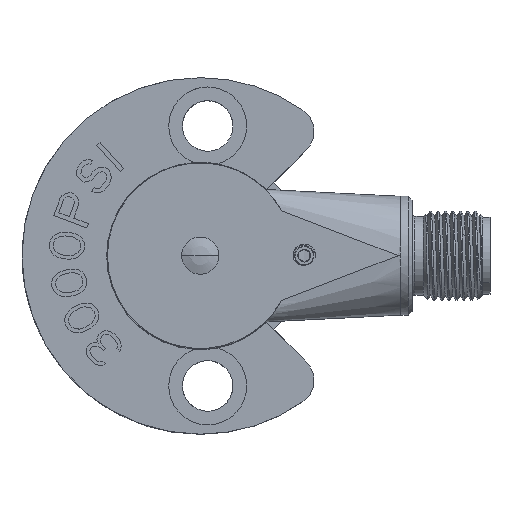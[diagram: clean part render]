
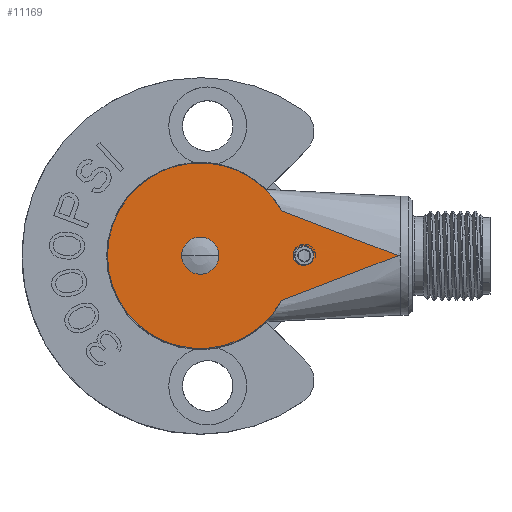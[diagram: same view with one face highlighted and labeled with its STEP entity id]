
A CAD part, top view. The second image highlights one B-rep face of the part: STEP entity #11169.
In plain terms, the highlighted planar face has unit normal (0, 0, 1).
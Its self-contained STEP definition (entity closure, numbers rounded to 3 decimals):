
#1671=CARTESIAN_POINT('',(0.,0.,27.3));
#1672=DIRECTION('',(0.,0.,1.));
#1673=DIRECTION('',(1.,-0.021,0.));
#1674=AXIS2_PLACEMENT_3D('',#1671,#1672,#1673);
#1856=CARTESIAN_POINT('',(14.712,-1.027,27.3));
#1857=CARTESIAN_POINT('',(14.629,-1.099,27.3));
#1858=CARTESIAN_POINT('',(14.449,-1.219,27.3));
#1859=CARTESIAN_POINT('',(14.122,-1.331,27.3));
#1860=CARTESIAN_POINT('',(13.772,-1.351,27.3));
#1861=CARTESIAN_POINT('',(13.434,-1.287,27.3));
#1862=CARTESIAN_POINT('',(13.112,-1.133,27.3));
#1863=CARTESIAN_POINT('',(12.834,-0.903,
27.3));
#1864=CARTESIAN_POINT('',(12.621,-0.609,
27.3));
#1865=CARTESIAN_POINT('',(12.53,-0.384,27.3));
#1866=CARTESIAN_POINT('',(12.497,-0.263,27.3));
#1950=CARTESIAN_POINT('',(12.497,0.256,27.3));
#2029=CARTESIAN_POINT('',(0.,0.,27.3));
#2030=DIRECTION('',(0.,0.,1.));
#2031=DIRECTION('',(1.,0.,0.));
#2032=AXIS2_PLACEMENT_3D('',#2029,#2030,#2031);
#2034=CARTESIAN_POINT('',(0.,0.,27.3));
#2035=DIRECTION('',(0.,0.,1.));
#2036=DIRECTION('',(-1.,0.,0.));
#2037=AXIS2_PLACEMENT_3D('',#2034,#2035,#2036);
#2039=DIRECTION('',(-0.933,-0.359,0.));
#2040=VECTOR('',#2039,16.802);
#2041=CARTESIAN_POINT('',(26.626,0.,
27.3));
#2042=LINE('',#2041,#2040);
#2043=CARTESIAN_POINT('',(0.,0.,27.3));
#2044=DIRECTION('',(0.,0.,-1.));
#2045=DIRECTION('',(0.876,-0.483,0.));
#2046=AXIS2_PLACEMENT_3D('',#2043,#2044,#2045);
#2048=CARTESIAN_POINT('',(0.,0.,27.3));
#2049=DIRECTION('',(0.,0.,-1.));
#2050=DIRECTION('',(-1.,0.,0.));
#2051=AXIS2_PLACEMENT_3D('',#2048,#2049,#2050);
#2053=DIRECTION('',(0.933,-0.359,0.));
#2054=VECTOR('',#2053,16.802);
#2055=CARTESIAN_POINT('',(10.946,6.036,27.3));
#2056=LINE('',#2055,#2054);
#2057=CARTESIAN_POINT('',(14.713,1.026,27.3));
#2058=CARTESIAN_POINT('',(14.625,1.102,27.3));
#2059=CARTESIAN_POINT('',(14.439,1.221,27.3));
#2060=CARTESIAN_POINT('',(14.113,1.334,27.3));
#2061=CARTESIAN_POINT('',(13.768,1.348,27.3));
#2062=CARTESIAN_POINT('',(13.439,1.283,27.3));
#2063=CARTESIAN_POINT('',(13.121,1.138,27.3));
#2064=CARTESIAN_POINT('',(12.843,0.912,27.3));
#2065=CARTESIAN_POINT('',(12.627,0.615,27.3));
#2066=CARTESIAN_POINT('',(12.532,0.383,27.3));
#2067=CARTESIAN_POINT('',(12.497,0.256,27.3));
#2069=CARTESIAN_POINT('',(14.712,-1.027,27.3));
#2070=CARTESIAN_POINT('',(14.809,-0.96,
27.3));
#2071=CARTESIAN_POINT('',(14.976,-0.805,
27.3));
#2072=CARTESIAN_POINT('',(15.16,-0.508,
27.3));
#2073=CARTESIAN_POINT('',(15.254,-0.173,
27.3));
#2074=CARTESIAN_POINT('',(15.254,0.175,27.3));
#2075=CARTESIAN_POINT('',(15.159,0.509,27.3));
#2076=CARTESIAN_POINT('',(14.975,0.807,27.3));
#2077=CARTESIAN_POINT('',(14.807,0.961,27.3));
#2078=CARTESIAN_POINT('',(14.713,1.026,27.3));
#4664=CARTESIAN_POINT('',(14.713,1.026,27.3));
#4666=CARTESIAN_POINT('',(14.712,-1.027,27.3));
#7911=VERTEX_POINT('',#4666);
#7941=VERTEX_POINT('',#4664);
#7962=CARTESIAN_POINT('',(26.626,0.,
27.3));
#7963=CARTESIAN_POINT('',(10.946,-6.036,27.3));
#7964=VERTEX_POINT('',#7962);
#7965=VERTEX_POINT('',#7963);
#7966=CARTESIAN_POINT('',(-12.5,0.,27.3));
#7967=VERTEX_POINT('',#7966);
#7968=CARTESIAN_POINT('',(10.946,6.036,27.3));
#7969=VERTEX_POINT('',#7968);
#9219=CARTESIAN_POINT('',(-2.5,0.,27.3));
#9220=CARTESIAN_POINT('',(2.5,0.,27.3));
#9221=VERTEX_POINT('',#9219);
#9222=VERTEX_POINT('',#9220);
#9230=VERTEX_POINT('',#1950);
#9231=VERTEX_POINT('',#1866);
#11143=CARTESIAN_POINT('',(7.063,0.,27.3));
#11144=DIRECTION('',(0.,0.,1.));
#11145=DIRECTION('',(1.,0.,0.));
#11146=AXIS2_PLACEMENT_3D('',#11143,#11144,#11145);
#11147=PLANE('',#11146);
#11149=ORIENTED_EDGE('',*,*,#11148,.T.);
#11150=ORIENTED_EDGE('',*,*,#10694,.T.);
#11151=ORIENTED_EDGE('',*,*,#10653,.T.);
#11153=ORIENTED_EDGE('',*,*,#11152,.T.);
#11154=EDGE_LOOP('',(#11149,#11150,#11151,#11153));
#11155=FACE_OUTER_BOUND('',#11154,.F.);
#11157=ORIENTED_EDGE('',*,*,#11156,.T.);
#11159=ORIENTED_EDGE('',*,*,#11158,.T.);
#11160=EDGE_LOOP('',(#11157,#11159));
#11161=FACE_BOUND('',#11160,.F.);
#11162=ORIENTED_EDGE('',*,*,#11114,.T.);
#11163=ORIENTED_EDGE('',*,*,#10665,.F.);
#11164=ORIENTED_EDGE('',*,*,#10904,.F.);
#11166=ORIENTED_EDGE('',*,*,#11165,.T.);
#11167=EDGE_LOOP('',(#11162,#11163,#11164,#11166));
#11168=FACE_BOUND('',#11167,.F.);
#11169=ADVANCED_FACE('',(#11155,#11161,#11168),#11147,.T.);
#1675=CIRCLE('',#1674,12.5);
#1867=B_SPLINE_CURVE_WITH_KNOTS('',3,(#1856,#1857,#1858,#1859,#1860,#1861,#1862,
#1863,#1864,#1865,#1866),.UNSPECIFIED.,.F.,.F.,(4,1,1,1,1,1,1,1,4),(0.,
0.125,0.25,0.375,0.5,0.625,0.75,0.875,1.),.UNSPECIFIED.);
#2033=CIRCLE('',#2032,2.5);
#2038=CIRCLE('',#2037,2.5);
#2047=CIRCLE('',#2046,12.5);
#2052=CIRCLE('',#2051,12.5);
#2068=B_SPLINE_CURVE_WITH_KNOTS('',3,(#2057,#2058,#2059,#2060,#2061,#2062,#2063,
#2064,#2065,#2066,#2067),.UNSPECIFIED.,.F.,.F.,(4,1,1,1,1,1,1,1,4),(0.,
0.125,0.25,0.375,0.5,0.625,0.75,0.875,1.),.UNSPECIFIED.);
#2079=B_SPLINE_CURVE_WITH_KNOTS('',3,(#2069,#2070,#2071,#2072,#2073,#2074,#2075,
#2076,#2077,#2078),.UNSPECIFIED.,.F.,.F.,(4,1,1,1,1,1,1,4),(0.,
0.143,0.286,0.429,0.571,
0.714,0.857,1.),.UNSPECIFIED.);
#10653=EDGE_CURVE('',#7967,#7969,#2052,.T.);
#10665=EDGE_CURVE('',#9231,#9230,#1675,.T.);
#10694=EDGE_CURVE('',#7965,#7967,#2047,.T.);
#10904=EDGE_CURVE('',#7911,#9231,#1867,.T.);
#11114=EDGE_CURVE('',#7941,#9230,#2068,.T.);
#11148=EDGE_CURVE('',#7964,#7965,#2042,.T.);
#11152=EDGE_CURVE('',#7969,#7964,#2056,.T.);
#11156=EDGE_CURVE('',#9222,#9221,#2033,.T.);
#11158=EDGE_CURVE('',#9221,#9222,#2038,.T.);
#11165=EDGE_CURVE('',#7911,#7941,#2079,.T.);
